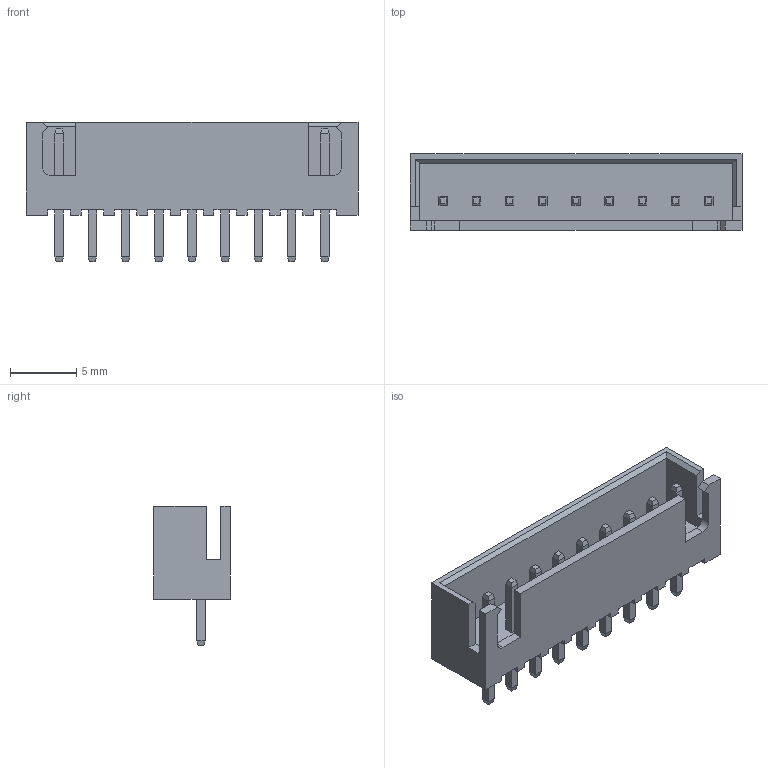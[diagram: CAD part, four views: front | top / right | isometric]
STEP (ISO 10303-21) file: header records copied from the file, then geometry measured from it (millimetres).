
FILE_DESCRIPTION (( 'STEP AP214' ), '1' );
FILE_NAME ('C6C70D6C-EED8-44C9-A82D-319CBF755674.STEP', '2025-01-01T19:38:48', ( '' ), ( '' ), 'SwSTEP 2.0', 'SolidWorks 2022', '' );
FILE_SCHEMA (( 'AUTOMOTIVE_DESIGN' ));
Length unit declared in the file: millimetre
Products named in the file (1): C6C70D6C-EED8-44C9-A82D-319CBF755674
Bounding box: 25 x 5.75 x 10.5 mm (x, y, z)
Volume: 466.8 mm3; surface area: 1174.7 mm2
Topology: 1 solids, 1 shells, 231 faces, 559 edges, 348 vertices
Faces by surface type: plane 229, cylinder 2
Entity records: 7298 total; most frequent: CARTESIAN_POINT 1139, ORIENTED_EDGE 1118, DIRECTION 1027, EDGE_CURVE 559, VECTOR 555, LINE 555, VERTEX_POINT 348, EDGE_LOOP 249
